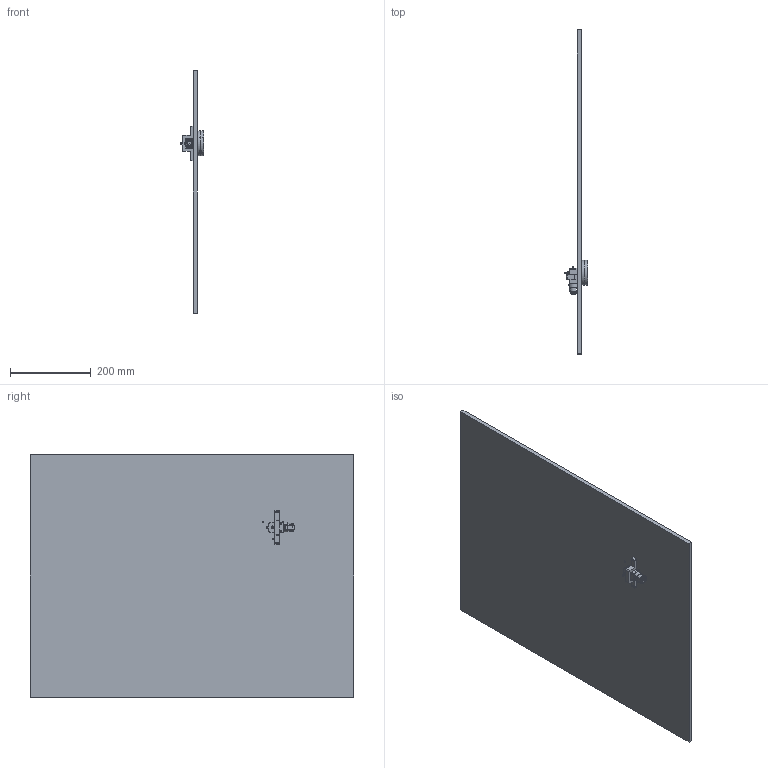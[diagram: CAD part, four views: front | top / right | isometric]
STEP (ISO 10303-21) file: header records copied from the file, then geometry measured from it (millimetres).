
FILE_DESCRIPTION(/* description */ (''),/* implementation_level */ '2;1');
FILE_NAME(/* name */ 'peristalticpump.step',/* time_stamp */ '2020-08-23T17:28:05+09:00',/* author */ (''),/* organization */ (''),/* preprocessor_version */ 'ST-DEVELOPER v18.1',/* originating_system */ 'Autodesk Translation Framework v9.3.0.1241',/* authorisation */ '');
FILE_SCHEMA (('AUTOMOTIVE_DESIGN { 1 0 10303 214 3 1 1 }'));
Length unit declared in the file: millimetre
Products named in the file (17): peristaltic2; peri_in; peri_out_1; peri_out_2; acrylic_motor; TT Motor; TT Motor_1; Part 8; Surface 1; Part 7; Part 6; Part 5; Part 4; Part 3; Part 2; Part 1; motor_cover
Assembly tree (16 placements, depth 4):
  peristaltic2
    peri_in
    peri_out_1
    peri_out_2
    acrylic_motor
    TT Motor
      TT Motor_1
        Part 8
        Surface 1
        Part 7
        Part 6
        Part 5
        Part 4
        Part 3
        Part 2
        Part 1
    motor_cover
Bounding box: 57.65 x 800 x 600 mm (x, y, z)
Volume: 4860640.2 mm3; surface area: 1021680.2 mm2
Topology: 13 solids, 14 shells, 239 faces, 601 edges, 400 vertices
Faces by surface type: plane 154, cylinder 83, torus 2
Full cylindrical faces by diameter (mm): 1.8 x1, 1.9 x2, 2.8 x1, 3 x2, 3.3 x19, 3.8 x1, 4.2 x1, 4.5 x1, 5.4 x2, 7.2 x1, 10 x2, 12 x1, 12.1 x1, 34 x2, 50 x2, 62 x2
Entity records: 8250 total; most frequent: CARTESIAN_POINT 1538, DIRECTION 1301, ORIENTED_EDGE 1190, EDGE_CURVE 601, AXIS2_PLACEMENT_3D 449, LINE 403, VECTOR 403, VERTEX_POINT 400
